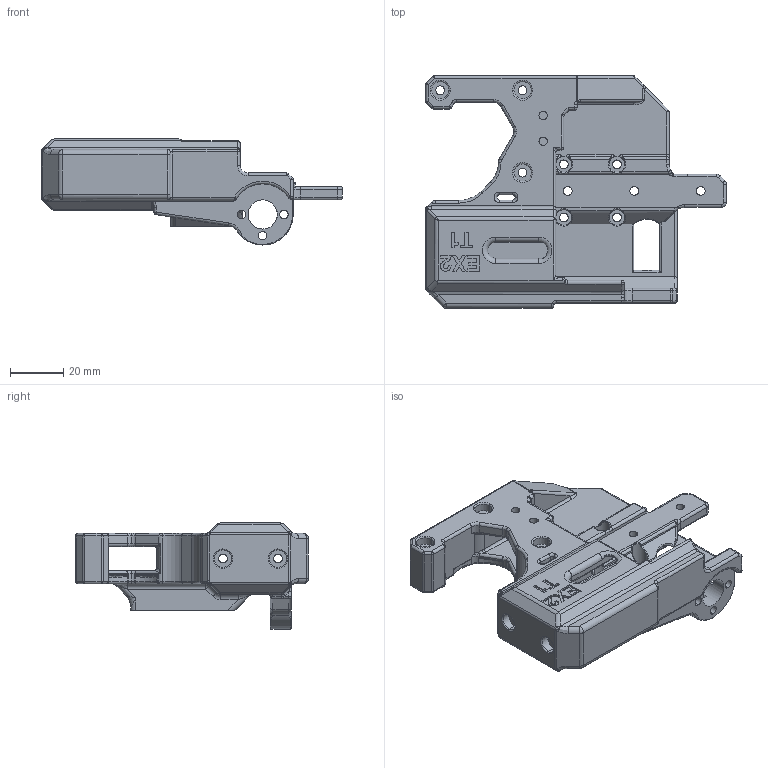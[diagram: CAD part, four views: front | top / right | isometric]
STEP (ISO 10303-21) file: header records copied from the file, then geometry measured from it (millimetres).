
FILE_DESCRIPTION (( 'STEP AP214' ), '1' );
FILE_NAME ('Right.STEP', '2024-10-12T22:16:33', ( '' ), ( '' ), 'SwSTEP 2.0', 'SolidWorks 2024', '' );
FILE_SCHEMA (( 'AUTOMOTIVE_DESIGN' ));
Length unit declared in the file: millimetre
Products named in the file (1): Right
Bounding box: 113.18 x 87.55 x 39.9 mm (x, y, z)
Volume: 84349.9 mm3; surface area: 31918.6 mm2
Topology: 1 solids, 1 shells, 835 faces, 2084 edges, 1205 vertices
Faces by surface type: cylinder 330, plane 209, bspline 125, torus 117, sphere 54
Entity records: 28085 total; most frequent: CARTESIAN_POINT 9347, ORIENTED_EDGE 4060, DIRECTION 3826, EDGE_CURVE 2030, AXIS2_PLACEMENT_3D 1471, VERTEX_POINT 1205, EDGE_LOOP 887, LINE 884
